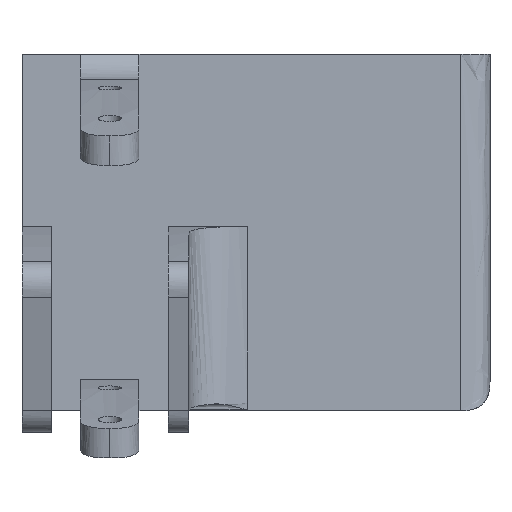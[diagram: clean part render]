
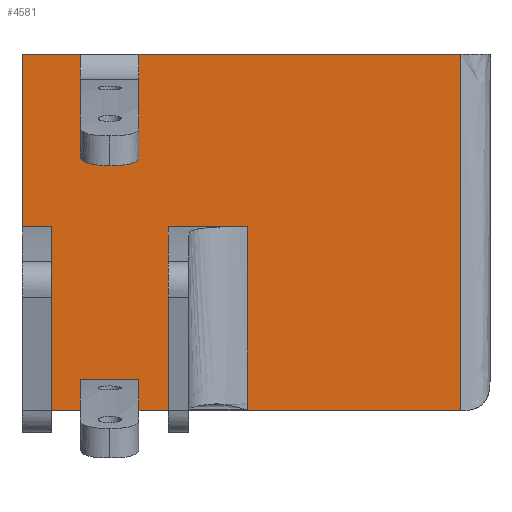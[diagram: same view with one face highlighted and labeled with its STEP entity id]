
A CAD part, left-side view. The second image highlights one B-rep face of the part: STEP entity #4581.
In plain terms, the highlighted planar face has unit normal (-1, 0, 0).
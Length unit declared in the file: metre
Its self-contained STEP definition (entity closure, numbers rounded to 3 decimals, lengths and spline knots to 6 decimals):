
#408=LINE('',#6826,#694);
#412=LINE('',#6834,#698);
#419=LINE('',#6880,#705);
#420=LINE('',#6882,#706);
#421=LINE('',#6893,#707);
#422=LINE('',#6901,#708);
#423=LINE('',#6902,#709);
#424=LINE('',#6904,#710);
#425=LINE('',#6906,#711);
#426=LINE('',#6912,#712);
#427=LINE('',#6914,#713);
#428=LINE('',#6916,#714);
#429=LINE('',#6918,#715);
#430=LINE('',#6920,#716);
#431=LINE('',#6922,#717);
#432=LINE('',#6924,#718);
#694=VECTOR('',#5342,1.);
#698=VECTOR('',#5346,1.);
#705=VECTOR('',#5367,1.);
#706=VECTOR('',#5368,1.);
#707=VECTOR('',#5369,1.);
#708=VECTOR('',#5370,1.);
#709=VECTOR('',#5371,1.);
#710=VECTOR('',#5372,1.);
#711=VECTOR('',#5373,1.);
#712=VECTOR('',#5374,1.);
#713=VECTOR('',#5375,1.);
#714=VECTOR('',#5376,1.);
#715=VECTOR('',#5377,1.);
#716=VECTOR('',#5378,1.);
#717=VECTOR('',#5379,1.);
#718=VECTOR('',#5380,1.);
#1166=ORIENTED_EDGE('',*,*,#2603,.T.);
#1167=ORIENTED_EDGE('',*,*,#2604,.F.);
#1168=ORIENTED_EDGE('',*,*,#2605,.F.);
#1169=ORIENTED_EDGE('',*,*,#2606,.T.);
#1170=ORIENTED_EDGE('',*,*,#2607,.T.);
#1171=ORIENTED_EDGE('',*,*,#2608,.T.);
#1172=ORIENTED_EDGE('',*,*,#2609,.T.);
#1173=ORIENTED_EDGE('',*,*,#2610,.T.);
#1174=ORIENTED_EDGE('',*,*,#2590,.F.);
#1175=ORIENTED_EDGE('',*,*,#2611,.T.);
#1176=ORIENTED_EDGE('',*,*,#2612,.T.);
#1177=ORIENTED_EDGE('',*,*,#2613,.T.);
#1178=ORIENTED_EDGE('',*,*,#2586,.F.);
#1179=ORIENTED_EDGE('',*,*,#2614,.T.);
#1180=ORIENTED_EDGE('',*,*,#2615,.T.);
#1181=ORIENTED_EDGE('',*,*,#2616,.T.);
#1182=ORIENTED_EDGE('',*,*,#2617,.F.);
#1183=ORIENTED_EDGE('',*,*,#2618,.T.);
#1184=ORIENTED_EDGE('',*,*,#2619,.T.);
#1185=ORIENTED_EDGE('',*,*,#2620,.T.);
#1186=ORIENTED_EDGE('',*,*,#2621,.F.);
#2586=EDGE_CURVE('',#3306,#3307,#408,.T.);
#2590=EDGE_CURVE('',#3310,#3304,#412,.T.);
#2603=EDGE_CURVE('',#3321,#3322,#3697,.T.);
#2604=EDGE_CURVE('',#3323,#3322,#419,.T.);
#2605=EDGE_CURVE('',#3324,#3323,#420,.T.);
#2606=EDGE_CURVE('',#3324,#3325,#3698,.T.);
#2607=EDGE_CURVE('',#3325,#3321,#3699,.T.);
#2608=EDGE_CURVE('',#3326,#3327,#421,.T.);
#2609=EDGE_CURVE('',#3327,#3328,#3700,.T.);
#2610=EDGE_CURVE('',#3328,#3304,#422,.T.);
#2611=EDGE_CURVE('',#3310,#3329,#423,.F.);
#2612=EDGE_CURVE('',#3329,#3330,#424,.F.);
#2613=EDGE_CURVE('',#3330,#3307,#425,.T.);
#2614=EDGE_CURVE('',#3306,#3331,#3701,.T.);
#2615=EDGE_CURVE('',#3331,#3332,#426,.T.);
#2616=EDGE_CURVE('',#3332,#3333,#427,.T.);
#2617=EDGE_CURVE('',#3334,#3333,#428,.F.);
#2618=EDGE_CURVE('',#3334,#3335,#429,.F.);
#2619=EDGE_CURVE('',#3335,#3336,#430,.T.);
#2620=EDGE_CURVE('',#3336,#3337,#431,.T.);
#2621=EDGE_CURVE('',#3326,#3337,#432,.T.);
#3304=VERTEX_POINT('',#6800);
#3306=VERTEX_POINT('',#6825);
#3307=VERTEX_POINT('',#6827);
#3310=VERTEX_POINT('',#6833);
#3321=VERTEX_POINT('',#6878);
#3322=VERTEX_POINT('',#6879);
#3323=VERTEX_POINT('',#6881);
#3324=VERTEX_POINT('',#6883);
#3325=VERTEX_POINT('',#6888);
#3326=VERTEX_POINT('',#6894);
#3327=VERTEX_POINT('',#6895);
#3328=VERTEX_POINT('',#6900);
#3329=VERTEX_POINT('',#6903);
#3330=VERTEX_POINT('',#6905);
#3331=VERTEX_POINT('',#6911);
#3332=VERTEX_POINT('',#6913);
#3333=VERTEX_POINT('',#6915);
#3334=VERTEX_POINT('',#6917);
#3335=VERTEX_POINT('',#6919);
#3336=VERTEX_POINT('',#6921);
#3337=VERTEX_POINT('',#6923);
#3697=B_SPLINE_CURVE_WITH_KNOTS('',3,(#6874,#6875,#6876,#6877),
 .UNSPECIFIED.,.F.,.F.,(4,4),(0.,1.),.UNSPECIFIED.);
#3698=B_SPLINE_CURVE_WITH_KNOTS('',3,(#6884,#6885,#6886,#6887),
 .UNSPECIFIED.,.F.,.F.,(4,4),(0.,1.),.UNSPECIFIED.);
#3699=B_SPLINE_CURVE_WITH_KNOTS('',3,(#6889,#6890,#6891,#6892),
 .UNSPECIFIED.,.F.,.F.,(4,4),(0.,1.),.UNSPECIFIED.);
#3700=B_SPLINE_CURVE_WITH_KNOTS('',3,(#6896,#6897,#6898,#6899),
 .UNSPECIFIED.,.F.,.F.,(4,4),(0.,1.),.UNSPECIFIED.);
#3701=B_SPLINE_CURVE_WITH_KNOTS('',3,(#6907,#6908,#6909,#6910),
 .UNSPECIFIED.,.F.,.F.,(4,4),(0.,1.),.UNSPECIFIED.);
#3901=EDGE_LOOP('',(#1166,#1167,#1168,#1169,#1170));
#3902=EDGE_LOOP('',(#1171,#1172,#1173,#1174,#1175,#1176,#1177,#1178,#1179,
#1180,#1181,#1182,#1183,#1184,#1185,#1186));
#4219=FACE_BOUND('',#3901,.T.);
#4220=FACE_BOUND('',#3902,.T.);
#4515=PLANE('',#4929);
#4581=ADVANCED_FACE('',(#4219,#4220),#4515,.F.);
#4929=AXIS2_PLACEMENT_3D('',#6873,#5365,#5366);
#5342=DIRECTION('',(0.,1.,0.));
#5346=DIRECTION('',(0.,1.,0.));
#5365=DIRECTION('',(1.,0.,0.));
#5366=DIRECTION('',(0.,0.,-1.));
#5367=DIRECTION('',(0.,0.,-1.));
#5368=DIRECTION('',(0.,1.,0.));
#5369=DIRECTION('',(0.,0.,-1.));
#5370=DIRECTION('',(0.,0.,-1.));
#5371=DIRECTION('',(0.,0.,-1.));
#5372=DIRECTION('',(0.,1.,0.));
#5373=DIRECTION('',(0.,0.,-1.));
#5374=DIRECTION('',(0.,1.,0.));
#5375=DIRECTION('',(0.,0.,-1.));
#5376=DIRECTION('',(0.,1.,0.));
#5377=DIRECTION('',(0.,0.,-1.));
#5378=DIRECTION('',(0.,1.,0.));
#5379=DIRECTION('',(0.,0.,-1.));
#5380=DIRECTION('',(0.,1.,0.));
#6800=CARTESIAN_POINT('',(-0.0275,0.015,0.498));
#6825=CARTESIAN_POINT('',(-0.0275,-0.06,0.498));
#6826=CARTESIAN_POINT('',(-0.0275,-0.065,0.498));
#6827=CARTESIAN_POINT('',(-0.0275,-0.005,0.498));
#6833=CARTESIAN_POINT('',(-0.0275,0.005,0.498));
#6834=CARTESIAN_POINT('',(-0.0275,-0.065,0.498));
#6873=CARTESIAN_POINT('',(-0.0275,-0.065,0.5285));
#6874=CARTESIAN_POINT('',(-0.0275,-0.0235,0.49818));
#6875=CARTESIAN_POINT('',(-0.0275,-0.019,0.49818));
#6876=CARTESIAN_POINT('',(-0.0275,-0.0145,0.49818));
#6877=CARTESIAN_POINT('',(-0.0275,-0.01,0.49818));
#6878=CARTESIAN_POINT('',(-0.0275,-0.0235,0.49818));
#6879=CARTESIAN_POINT('',(-0.0275,-0.01,0.49818));
#6880=CARTESIAN_POINT('',(-0.0275,-0.01,0.5285));
#6881=CARTESIAN_POINT('',(-0.0275,-0.01,0.529513));
#6882=CARTESIAN_POINT('',(-0.0275,-0.0135,0.529513));
#6883=CARTESIAN_POINT('',(-0.0275,-0.0235,0.529513));
#6884=CARTESIAN_POINT('',(-0.0275,-0.0235,0.529513));
#6885=CARTESIAN_POINT('',(-0.0275,-0.0235,0.519446));
#6886=CARTESIAN_POINT('',(-0.0275,-0.0235,0.50938));
#6887=CARTESIAN_POINT('',(-0.0275,-0.0235,0.499313));
#6888=CARTESIAN_POINT('',(-0.0275,-0.0235,0.499313));
#6889=CARTESIAN_POINT('',(-0.0275,-0.0235,0.499313));
#6890=CARTESIAN_POINT('',(-0.0275,-0.0235,0.498935));
#6891=CARTESIAN_POINT('',(-0.0275,-0.0235,0.498557));
#6892=CARTESIAN_POINT('',(-0.0275,-0.0235,0.49818));
#6893=CARTESIAN_POINT('',(-0.0275,0.01,0.5285));
#6894=CARTESIAN_POINT('',(-0.0275,0.01,0.529513));
#6895=CARTESIAN_POINT('',(-0.0275,0.01,0.49818));
#6896=CARTESIAN_POINT('',(-0.0275,0.01,0.49818));
#6897=CARTESIAN_POINT('',(-0.0275,0.011667,0.49818));
#6898=CARTESIAN_POINT('',(-0.0275,0.013333,0.49818));
#6899=CARTESIAN_POINT('',(-0.0275,0.015,0.49818));
#6900=CARTESIAN_POINT('',(-0.0275,0.015,0.49818));
#6901=CARTESIAN_POINT('',(-0.0275,0.015,0.5285));
#6902=CARTESIAN_POINT('',(-0.0275,0.005,0.5285));
#6903=CARTESIAN_POINT('',(-0.0275,0.005,0.503343));
#6904=CARTESIAN_POINT('',(-0.0275,0.,0.503343));
#6905=CARTESIAN_POINT('',(-0.0275,-0.005,0.503343));
#6906=CARTESIAN_POINT('',(-0.0275,-0.005,0.5285));
#6907=CARTESIAN_POINT('',(-0.0275,-0.06,0.498));
#6908=CARTESIAN_POINT('',(-0.0275,-0.06,0.518333));
#6909=CARTESIAN_POINT('',(-0.0275,-0.06,0.538667));
#6910=CARTESIAN_POINT('',(-0.0275,-0.06,0.559));
#6911=CARTESIAN_POINT('',(-0.0275,-0.06,0.559));
#6912=CARTESIAN_POINT('',(-0.0275,-0.065,0.559));
#6913=CARTESIAN_POINT('',(-0.0275,-0.005,0.559));
#6914=CARTESIAN_POINT('',(-0.0275,-0.005,0.5285));
#6915=CARTESIAN_POINT('',(-0.0275,-0.005,0.550627));
#6916=CARTESIAN_POINT('',(-0.0275,0.,0.550627));
#6917=CARTESIAN_POINT('',(-0.0275,0.005,0.550627));
#6918=CARTESIAN_POINT('',(-0.0275,0.005,0.5285));
#6919=CARTESIAN_POINT('',(-0.0275,0.005,0.559));
#6920=CARTESIAN_POINT('',(-0.0275,-0.065,0.559));
#6921=CARTESIAN_POINT('',(-0.0275,0.015,0.559));
#6922=CARTESIAN_POINT('',(-0.0275,0.015,0.5285));
#6923=CARTESIAN_POINT('',(-0.0275,0.015,0.529513));
#6924=CARTESIAN_POINT('',(-0.0275,0.01,0.529513));
